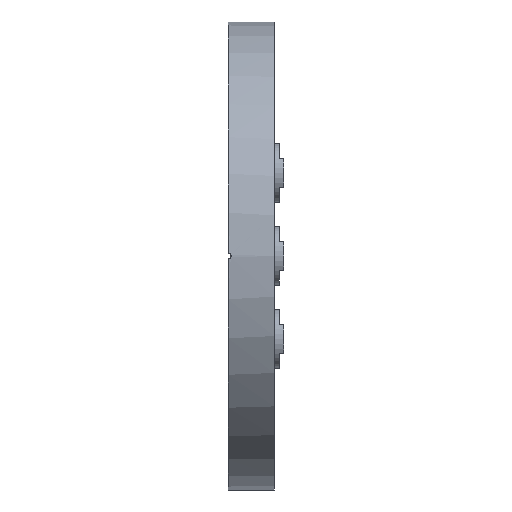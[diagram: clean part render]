
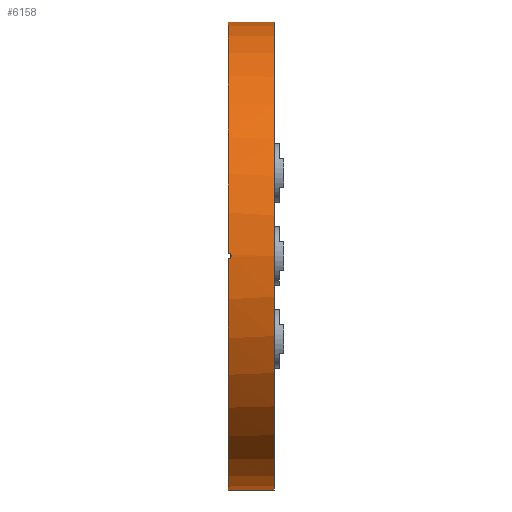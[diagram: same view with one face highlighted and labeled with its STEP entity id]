
A CAD part, left-side view. The second image highlights one B-rep face of the part: STEP entity #6158.
In plain terms, the highlighted cylindrical face has radius 76.2 mm (diameter 152.4 mm), a partial arc.
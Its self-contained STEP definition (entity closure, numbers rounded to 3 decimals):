
#151 = CARTESIAN_POINT ( 'NONE',  ( 0., -15., 0. ) ) ;
#214 = ORIENTED_EDGE ( 'NONE', *, *, #12386, .F. ) ;
#307 = VECTOR ( 'NONE', #11854, 1000. ) ;
#972 = CARTESIAN_POINT ( 'NONE',  ( -76.198, -0.874, 0.503 ) ) ;
#1031 = CARTESIAN_POINT ( 'NONE',  ( -76.198, -0.801, -0.613 ) ) ;
#1095 = CARTESIAN_POINT ( 'NONE',  ( -76.193, -0.264, -1. ) ) ;
#1172 = CIRCLE ( 'NONE', #2500, 76.2 ) ;
#1498 = CARTESIAN_POINT ( 'NONE',  ( 0., -15., -76.2 ) ) ;
#1813 = LINE ( 'NONE', #11537, #5560 ) ;
#2001 = CARTESIAN_POINT ( 'NONE',  ( -76.2, -1., 0.131 ) ) ;
#2500 = AXIS2_PLACEMENT_3D ( 'NONE', #3441, #3641, #3503 ) ;
#2748 = EDGE_LOOP ( 'NONE', ( #5797, #11935, #6608, #12729, #11810, #214 ) ) ;
#3305 = CARTESIAN_POINT ( 'NONE',  ( -76.2, -0.974, 0.263 ) ) ;
#3387 = VERTEX_POINT ( 'NONE', #8889 ) ;
#3441 = CARTESIAN_POINT ( 'NONE',  ( 0., 0., 0. ) ) ;
#3503 = DIRECTION ( 'NONE',  ( 0., 0., 1. ) ) ;
#3641 = DIRECTION ( 'NONE',  ( 0., 1., 0. ) ) ;
#3658 = VERTEX_POINT ( 'NONE', #1498 ) ;
#3930 = VERTEX_POINT ( 'NONE', #4462 ) ;
#4462 = CARTESIAN_POINT ( 'NONE',  ( -76.193, 0., -1. ) ) ;
#4628 = CIRCLE ( 'NONE', #7253, 76.2 ) ;
#4681 = VERTEX_POINT ( 'NONE', #4905 ) ;
#4706 = AXIS2_PLACEMENT_3D ( 'NONE', #151, #10711, #9530 ) ;
#4761 = B_SPLINE_CURVE_WITH_KNOTS ( 'NONE', 3,
 ( #8473, #4894, #12694, #11455, #11656, #12758, #972, #3305, #2001, #6204, #10481, #7496, #1031, #11732, #1095, #12626 ),
 .UNSPECIFIED., .F., .F.,
 ( 4, 2, 2, 2, 2, 2, 2, 4 ),
 ( 0., 0., 0.001, 0.001, 0.002, 0.002, 0.002, 0.003 ),
 .UNSPECIFIED. ) ;
#4764 = EDGE_CURVE ( 'NONE', #4681, #10102, #5643, .T. ) ;
#4894 = CARTESIAN_POINT ( 'NONE',  ( -76.193, -0.132, 1. ) ) ;
#4905 = CARTESIAN_POINT ( 'NONE',  ( 0., -15., 76.2 ) ) ;
#5406 = FACE_OUTER_BOUND ( 'NONE', #2748, .T. ) ;
#5560 = VECTOR ( 'NONE', #7166, 1000. ) ;
#5643 = LINE ( 'NONE', #6464, #307 ) ;
#5797 = ORIENTED_EDGE ( 'NONE', *, *, #6386, .F. ) ;
#6158 = ADVANCED_FACE ( 'NONE', ( #5406 ), #9740, .T. ) ;
#6204 = CARTESIAN_POINT ( 'NONE',  ( -76.2, -1., -0.13 ) ) ;
#6258 = DIRECTION ( 'NONE',  ( 0., 0., 1. ) ) ;
#6315 = CARTESIAN_POINT ( 'NONE',  ( 0., -15., 0. ) ) ;
#6386 = EDGE_CURVE ( 'NONE', #3658, #9230, #1813, .T. ) ;
#6464 = CARTESIAN_POINT ( 'NONE',  ( 0., -15., 76.2 ) ) ;
#6608 = ORIENTED_EDGE ( 'NONE', *, *, #4764, .T. ) ;
#7166 = DIRECTION ( 'NONE',  ( 0., 1., 0. ) ) ;
#7253 = AXIS2_PLACEMENT_3D ( 'NONE', #8222, #8279, #10225 ) ;
#7275 = DIRECTION ( 'NONE',  ( 0., 1., 0. ) ) ;
#7496 = CARTESIAN_POINT ( 'NONE',  ( -76.198, -0.874, -0.503 ) ) ;
#7533 = EDGE_CURVE ( 'NONE', #3387, #10102, #1172, .T. ) ;
#8222 = CARTESIAN_POINT ( 'NONE',  ( 0., 0., 0. ) ) ;
#8279 = DIRECTION ( 'NONE',  ( 0., 1., 0. ) ) ;
#8473 = CARTESIAN_POINT ( 'NONE',  ( -76.193, 0., 1. ) ) ;
#8603 = AXIS2_PLACEMENT_3D ( 'NONE', #6315, #7275, #6258 ) ;
#8889 = CARTESIAN_POINT ( 'NONE',  ( -76.193, 0., 1. ) ) ;
#9230 = VERTEX_POINT ( 'NONE', #9535 ) ;
#9530 = DIRECTION ( 'NONE',  ( 0., 0., 1. ) ) ;
#9535 = CARTESIAN_POINT ( 'NONE',  ( 0., 0., -76.2 ) ) ;
#9740 = CYLINDRICAL_SURFACE ( 'NONE', #4706, 76.2 ) ;
#10102 = VERTEX_POINT ( 'NONE', #10331 ) ;
#10225 = DIRECTION ( 'NONE',  ( 0., 0., 1. ) ) ;
#10331 = CARTESIAN_POINT ( 'NONE',  ( 0., 0., 76.2 ) ) ;
#10481 = CARTESIAN_POINT ( 'NONE',  ( -76.2, -0.974, -0.261 ) ) ;
#10711 = DIRECTION ( 'NONE',  ( 0., 1., 0. ) ) ;
#11041 = CIRCLE ( 'NONE', #8603, 76.2 ) ;
#11455 = CARTESIAN_POINT ( 'NONE',  ( -76.195, -0.504, 0.874 ) ) ;
#11537 = CARTESIAN_POINT ( 'NONE',  ( 0., -15., -76.2 ) ) ;
#11656 = CARTESIAN_POINT ( 'NONE',  ( -76.196, -0.615, 0.799 ) ) ;
#11732 = CARTESIAN_POINT ( 'NONE',  ( -76.195, -0.521, -0.893 ) ) ;
#11810 = ORIENTED_EDGE ( 'NONE', *, *, #13092, .T. ) ;
#11854 = DIRECTION ( 'NONE',  ( 0., 1., 0. ) ) ;
#11935 = ORIENTED_EDGE ( 'NONE', *, *, #13271, .T. ) ;
#12386 = EDGE_CURVE ( 'NONE', #9230, #3930, #4628, .T. ) ;
#12626 = CARTESIAN_POINT ( 'NONE',  ( -76.193, 0., -1. ) ) ;
#12694 = CARTESIAN_POINT ( 'NONE',  ( -76.194, -0.262, 0.974 ) ) ;
#12729 = ORIENTED_EDGE ( 'NONE', *, *, #7533, .F. ) ;
#12758 = CARTESIAN_POINT ( 'NONE',  ( -76.198, -0.799, 0.615 ) ) ;
#13092 = EDGE_CURVE ( 'NONE', #3387, #3930, #4761, .T. ) ;
#13271 = EDGE_CURVE ( 'NONE', #3658, #4681, #11041, .T. ) ;
